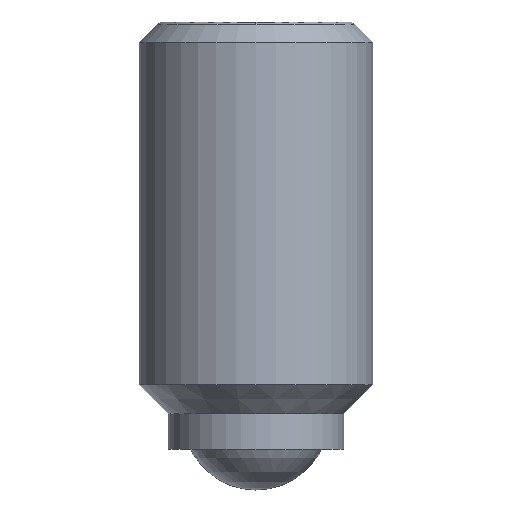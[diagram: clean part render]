
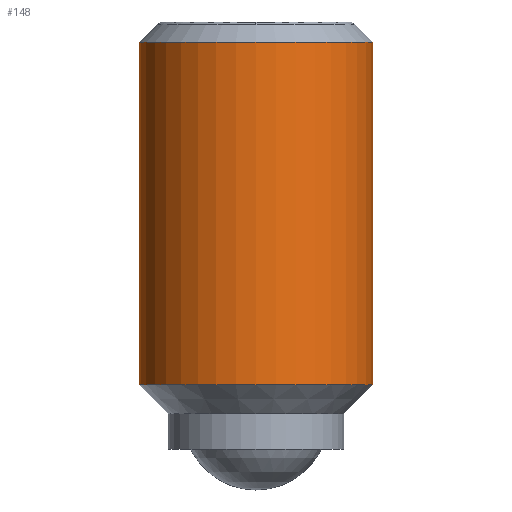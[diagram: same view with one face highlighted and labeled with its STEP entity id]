
A CAD part, front view. The second image highlights one B-rep face of the part: STEP entity #148.
In plain terms, the highlighted cylindrical face has radius 2 mm (diameter 4 mm), a partial arc.
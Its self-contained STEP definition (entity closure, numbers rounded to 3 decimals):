
#142=EDGE_CURVE('',#176,#272,#361,.T.);
#148=ADVANCED_FACE('',(#367),#368,.T.);
#174=VERTEX_POINT('',#397);
#176=VERTEX_POINT('',#399);
#206=VERTEX_POINT('',#433);
#214=EDGE_CURVE('',#174,#272,#441,.T.);
#222=EDGE_CURVE('',#176,#206,#449,.T.);
#254=EDGE_CURVE('',#206,#174,#483,.T.);
#272=VERTEX_POINT('',#504);
#361=CIRCLE('',#595,2.);
#367=FACE_OUTER_BOUND('',#604,.T.);
#368=CYLINDRICAL_SURFACE('',#605,2.);
#397=CARTESIAN_POINT('',(2.,0.,-0.35));
#399=CARTESIAN_POINT('',(-2.,0.,-6.2));
#433=CARTESIAN_POINT('',(-2.,0.,-0.35));
#441=LINE('',#724,#725);
#449=LINE('',#736,#737);
#483=CIRCLE('',#804,2.);
#504=CARTESIAN_POINT('',(2.,0.,-6.2));
#595=AXIS2_PLACEMENT_3D('',#943,#944,#945);
#604=EDGE_LOOP('',(#951,#952,#953,#954));
#605=AXIS2_PLACEMENT_3D('',#955,#956,#957);
#724=CARTESIAN_POINT('',(2.,0.,-3.275));
#725=VECTOR('',#1039,1.0);
#736=CARTESIAN_POINT('',(-2.,0.,-3.275));
#737=VECTOR('',#1041,1.0);
#804=AXIS2_PLACEMENT_3D('',#1068,#1069,#1070);
#943=CARTESIAN_POINT('',(0.,0.,-6.2));
#944=DIRECTION('',(0.0,0.0,1.0));
#945=DIRECTION('',(-1.0,0.,0.0));
#951=ORIENTED_EDGE('',*,*,#222,.F.);
#952=ORIENTED_EDGE('',*,*,#142,.T.);
#953=ORIENTED_EDGE('',*,*,#214,.F.);
#954=ORIENTED_EDGE('',*,*,#254,.F.);
#955=CARTESIAN_POINT('',(0.,0.,-3.275));
#956=DIRECTION('',(-0.0,-0.0,-1.0));
#957=DIRECTION('',(-1.0,0.,0.0));
#1039=DIRECTION('',(-0.0,-0.0,-1.0));
#1041=DIRECTION('',(0.0,0.0,1.0));
#1068=CARTESIAN_POINT('',(0.,0.,-0.35));
#1069=DIRECTION('',(0.0,0.0,1.0));
#1070=DIRECTION('',(-1.0,0.,0.0));
